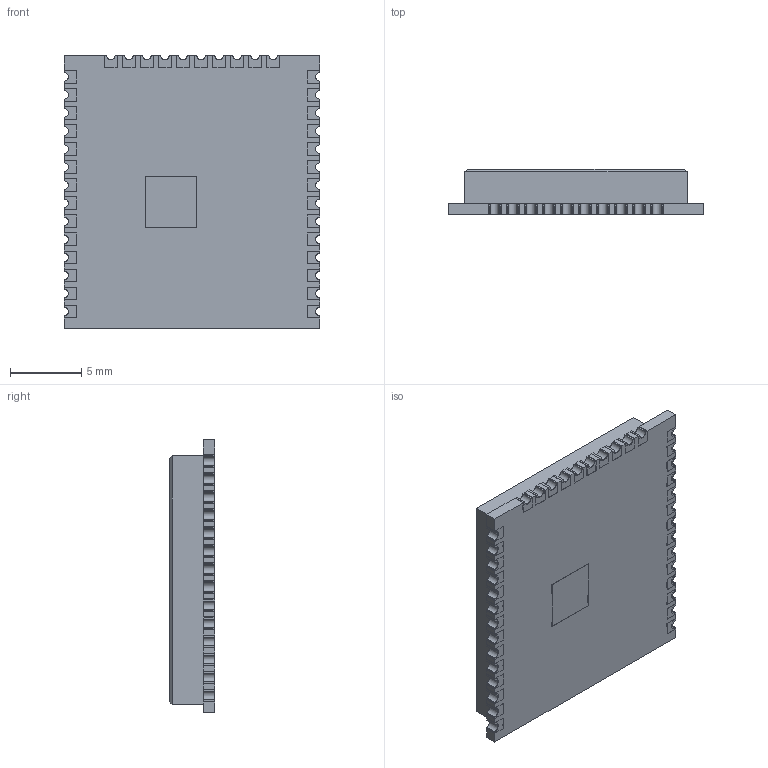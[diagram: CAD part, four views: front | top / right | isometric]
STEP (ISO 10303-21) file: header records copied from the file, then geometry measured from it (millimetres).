
FILE_DESCRIPTION (( 'STEP AP214' ), '1' );
FILE_NAME ('ESP32-WROOM-32U.STEP', '2023-01-09T13:07:00', ( '' ), ( '' ), 'SwSTEP 2.0', 'SolidWorks 2018', '' );
FILE_SCHEMA (( 'AUTOMOTIVE_DESIGN' ));
Length unit declared in the file: millimetre
Products named in the file (3): Board^ESP32-WROOM-32U; ESP32-WROOM-32U; Pin^ESP32-WROOM-32U
Assembly tree (39 placements, depth 2):
  ESP32-WROOM-32U
    Board^ESP32-WROOM-32U
    Pin^ESP32-WROOM-32U  x38
Bounding box: 18 x 3.2 x 19.2 mm (x, y, z)
Volume: 888 mm3; surface area: 1624.5 mm2
Topology: 44 solids, 44 shells, 963 faces, 2616 edges, 1742 vertices
Faces by surface type: plane 843, cylinder 120
Entity records: 14837 total; most frequent: CARTESIAN_POINT 2625, ORIENTED_EDGE 2568, DIRECTION 2350, EDGE_CURVE 1284, VECTOR 1192, LINE 1192, VERTEX_POINT 854, AXIS2_PLACEMENT_3D 579
